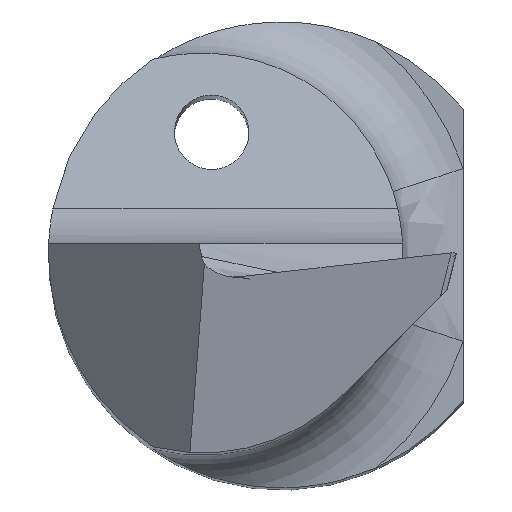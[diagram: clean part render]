
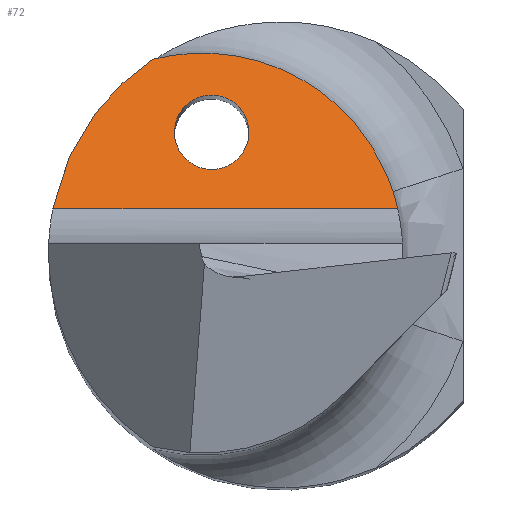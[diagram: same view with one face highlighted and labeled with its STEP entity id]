
A CAD part, top view. The second image highlights one B-rep face of the part: STEP entity #72.
In plain terms, the highlighted planar face has unit normal (0, 0.766, 0.643).
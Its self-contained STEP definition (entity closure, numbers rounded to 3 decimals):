
#20 = CARTESIAN_POINT ( 'NONE',  ( -1.55, 0.899, 25.516 ) ) ;
#33 = CARTESIAN_POINT ( 'NONE',  ( -2.5, 0.474, 26.022 ) ) ;
#37 = EDGE_CURVE ( 'NONE', #160, #577, #820, .T. ) ;
#72 = ADVANCED_FACE ( 'NONE', ( #778, #833 ), #692, .F. ) ;
#101 = CARTESIAN_POINT ( 'NONE',  ( -0.135, 2.402, 23.725 ) ) ;
#108 = CARTESIAN_POINT ( 'NONE',  ( -1.949, 1.707, 24.553 ) ) ;
#149 = CARTESIAN_POINT ( 'NONE',  ( -0.75, 1.699, 24.562 ) ) ;
#160 = VERTEX_POINT ( 'NONE', #417 ) ;
#195 = AXIS2_PLACEMENT_3D ( 'NONE', #33, #616, #412 ) ;
#243 = CARTESIAN_POINT ( 'NONE',  ( -0.75, 1.699, 24.562 ) ) ;
#248 = CARTESIAN_POINT ( 'NONE',  ( -2.455, 0.474, 26.022 ) ) ;
#279 = EDGE_CURVE ( 'NONE', #372, #372, #619, .T. ) ;
#291 = EDGE_LOOP ( 'NONE', ( #369 ) ) ;
#297 = ORIENTED_EDGE ( 'NONE', *, *, #887, .F. ) ;
#326 = CARTESIAN_POINT ( 'NONE',  ( 0.05, 0.899, 25.516 ) ) ;
#331 = CARTESIAN_POINT ( 'NONE',  ( 0.05, 1.699, 24.562 ) ) ;
#369 = ORIENTED_EDGE ( 'NONE', *, *, #279, .F. ) ;
#372 = VERTEX_POINT ( 'NONE', #495 ) ;
#386 = LINE ( 'NONE', #889, #474 ) ;
#411 = CARTESIAN_POINT ( 'NONE',  ( -1.382, 2.083, 24.105 ) ) ;
#412 = DIRECTION ( 'NONE',  ( 0., 0.643, -0.766 ) ) ;
#417 = CARTESIAN_POINT ( 'NONE',  ( -2.455, 0.474, 26.022 ) ) ;
#468 = CARTESIAN_POINT ( 'NONE',  ( -2.326, 1.142, 25.227 ) ) ;
#474 = VECTOR ( 'NONE', #756, 1000. ) ;
#479 = CARTESIAN_POINT ( 'NONE',  ( -1.382, 2.083, 24.105 ) ) ;
#487 = CARTESIAN_POINT ( 'NONE',  ( 0.963, 1.73, 24.526 ) ) ;
#495 = CARTESIAN_POINT ( 'NONE',  ( -0.75, 1.699, 24.562 ) ) ;
#523 = VERTEX_POINT ( 'NONE', #933 ) ;
#577 = VERTEX_POINT ( 'NONE', #644 ) ;
#616 = DIRECTION ( 'NONE',  ( 0., -0.766, -0.643 ) ) ;
#619 =( BOUNDED_CURVE ( )  B_SPLINE_CURVE ( 3, ( #149, #734, #20, #844, #326, #331, #243 ),
 .UNSPECIFIED., .T., .T. ) 
 B_SPLINE_CURVE_WITH_KNOTS ( ( 4, 3, 4 ),
 ( 0., 3.142, 6.283 ),
 .UNSPECIFIED. ) 
 CURVE ( )  GEOMETRIC_REPRESENTATION_ITEM ( )  RATIONAL_B_SPLINE_CURVE ( ( 1., 0.333, 0.333, 1., 0.333, 0.333, 1. ) ) 
 REPRESENTATION_ITEM ( '' )  );
#644 = CARTESIAN_POINT ( 'NONE',  ( -1.382, 2.083, 24.105 ) ) ;
#687 = EDGE_LOOP ( 'NONE', ( #724, #297, #822 ) ) ;
#692 = PLANE ( 'NONE',  #195 ) ;
#724 = ORIENTED_EDGE ( 'NONE', *, *, #801, .T. ) ;
#734 = CARTESIAN_POINT ( 'NONE',  ( -1.55, 1.699, 24.562 ) ) ;
#752 =( BOUNDED_CURVE ( )  B_SPLINE_CURVE ( 3, ( #411, #101, #487, #780 ),
 .UNSPECIFIED., .F., .T. ) 
 B_SPLINE_CURVE_WITH_KNOTS ( ( 4, 4 ),
 ( 6.033, 7.632 ),
 .UNSPECIFIED. ) 
 CURVE ( )  GEOMETRIC_REPRESENTATION_ITEM ( )  RATIONAL_B_SPLINE_CURVE ( ( 1., 0.798, 0.798, 1. ) ) 
 REPRESENTATION_ITEM ( '' )  );
#756 = DIRECTION ( 'NONE',  ( 1., 0., 0. ) ) ;
#778 = FACE_BOUND ( 'NONE', #291, .T. ) ;
#780 = CARTESIAN_POINT ( 'NONE',  ( 1.247, 0.474, 26.022 ) ) ;
#801 = EDGE_CURVE ( 'NONE', #160, #523, #386, .T. ) ;
#820 =( BOUNDED_CURVE ( )  B_SPLINE_CURVE ( 3, ( #248, #468, #108, #479 ),
 .UNSPECIFIED., .F., .T. ) 
 B_SPLINE_CURVE_WITH_KNOTS ( ( 4, 4 ),
 ( 4.903, 5.697 ),
 .UNSPECIFIED. ) 
 CURVE ( )  GEOMETRIC_REPRESENTATION_ITEM ( )  RATIONAL_B_SPLINE_CURVE ( ( 1., 0.948, 0.948, 1. ) ) 
 REPRESENTATION_ITEM ( '' )  );
#822 = ORIENTED_EDGE ( 'NONE', *, *, #37, .F. ) ;
#833 = FACE_OUTER_BOUND ( 'NONE', #687, .T. ) ;
#844 = CARTESIAN_POINT ( 'NONE',  ( -0.75, 0.899, 25.516 ) ) ;
#887 = EDGE_CURVE ( 'NONE', #577, #523, #752, .T. ) ;
#889 = CARTESIAN_POINT ( 'NONE',  ( -2.5, 0.474, 26.022 ) ) ;
#933 = CARTESIAN_POINT ( 'NONE',  ( 1.247, 0.474, 26.022 ) ) ;
